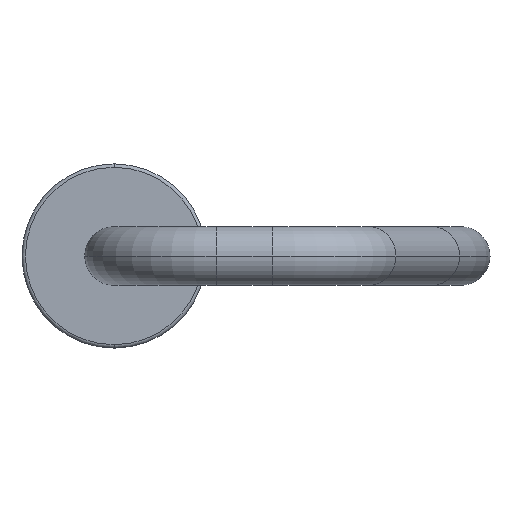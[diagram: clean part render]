
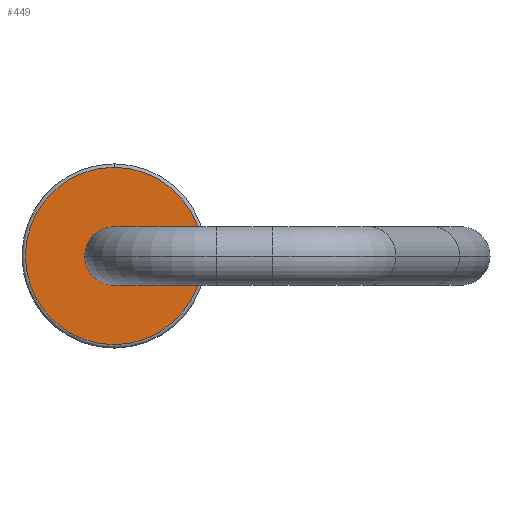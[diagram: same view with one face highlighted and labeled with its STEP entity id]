
A CAD part, left-side view. The second image highlights one B-rep face of the part: STEP entity #449.
In plain terms, the highlighted planar face has unit normal (-1, 0, 0).
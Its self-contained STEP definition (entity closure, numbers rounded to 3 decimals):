
#63 = DIRECTION ( 'NONE',  ( 0., 0., -1. ) ) ;
#136 = DIRECTION ( 'NONE',  ( -1., 0., 0. ) ) ;
#148 = CARTESIAN_POINT ( 'NONE',  ( 0., 0., -1.3 ) ) ;
#164 = CIRCLE ( 'NONE', #1524, 0.43 ) ;
#193 = ORIENTED_EDGE ( 'NONE', *, *, #656, .F. ) ;
#221 = DIRECTION ( 'NONE',  ( -1., 0., 0. ) ) ;
#223 = DIRECTION ( 'NONE',  ( 0., 0., -1. ) ) ;
#227 = CIRCLE ( 'NONE', #357, 0.43 ) ;
#325 = EDGE_CURVE ( 'NONE', #578, #1332, #727, .T. ) ;
#357 = AXIS2_PLACEMENT_3D ( 'NONE', #517, #136, #1364 ) ;
#361 = FACE_BOUND ( 'NONE', #752, .T. ) ;
#403 = AXIS2_PLACEMENT_3D ( 'NONE', #464, #221, #1306 ) ;
#409 = VERTEX_POINT ( 'NONE', #1546 ) ;
#449 = ADVANCED_FACE ( 'NONE', ( #1573, #361 ), #1184, .F. ) ;
#464 = CARTESIAN_POINT ( 'NONE',  ( 0., 0., 0. ) ) ;
#485 = ORIENTED_EDGE ( 'NONE', *, *, #325, .T. ) ;
#517 = CARTESIAN_POINT ( 'NONE',  ( 0., 0., 0. ) ) ;
#547 = CARTESIAN_POINT ( 'NONE',  ( 0., 0., 0. ) ) ;
#578 = VERTEX_POINT ( 'NONE', #148 ) ;
#579 = ORIENTED_EDGE ( 'NONE', *, *, #1211, .F. ) ;
#650 = AXIS2_PLACEMENT_3D ( 'NONE', #1278, #791, #63 ) ;
#656 = EDGE_CURVE ( 'NONE', #409, #1459, #227, .T. ) ;
#721 = CARTESIAN_POINT ( 'NONE',  ( 0., 0.43, 0. ) ) ;
#727 = CIRCLE ( 'NONE', #650, 1.3 ) ;
#730 = DIRECTION ( 'NONE',  ( 1., 0., 0. ) ) ;
#752 = EDGE_LOOP ( 'NONE', ( #579, #193 ) ) ;
#773 = EDGE_LOOP ( 'NONE', ( #485, #949 ) ) ;
#791 = DIRECTION ( 'NONE',  ( -1., 0., 0. ) ) ;
#797 = DIRECTION ( 'NONE',  ( -1., 0., 0. ) ) ;
#811 = EDGE_CURVE ( 'NONE', #1332, #578, #1343, .T. ) ;
#815 = CARTESIAN_POINT ( 'NONE',  ( 0., 0., 1.3 ) ) ;
#949 = ORIENTED_EDGE ( 'NONE', *, *, #811, .T. ) ;
#1184 = PLANE ( 'NONE',  #1597 ) ;
#1211 = EDGE_CURVE ( 'NONE', #1459, #409, #164, .T. ) ;
#1278 = CARTESIAN_POINT ( 'NONE',  ( 0., 0., 0. ) ) ;
#1306 = DIRECTION ( 'NONE',  ( 0., 0., -1. ) ) ;
#1332 = VERTEX_POINT ( 'NONE', #815 ) ;
#1343 = CIRCLE ( 'NONE', #403, 1.3 ) ;
#1364 = DIRECTION ( 'NONE',  ( 0., 0., 1. ) ) ;
#1458 = CARTESIAN_POINT ( 'NONE',  ( 0., 0., 0. ) ) ;
#1459 = VERTEX_POINT ( 'NONE', #721 ) ;
#1524 = AXIS2_PLACEMENT_3D ( 'NONE', #547, #797, #1541 ) ;
#1541 = DIRECTION ( 'NONE',  ( 0., 0., 1. ) ) ;
#1546 = CARTESIAN_POINT ( 'NONE',  ( 0., -0.43, 0. ) ) ;
#1573 = FACE_OUTER_BOUND ( 'NONE', #773, .T. ) ;
#1597 = AXIS2_PLACEMENT_3D ( 'NONE', #1458, #730, #223 ) ;
